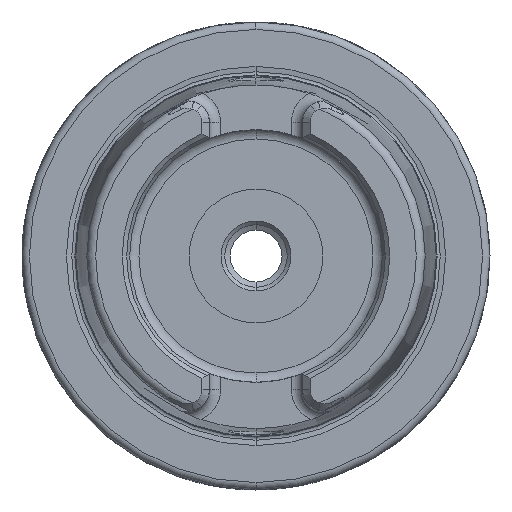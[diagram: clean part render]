
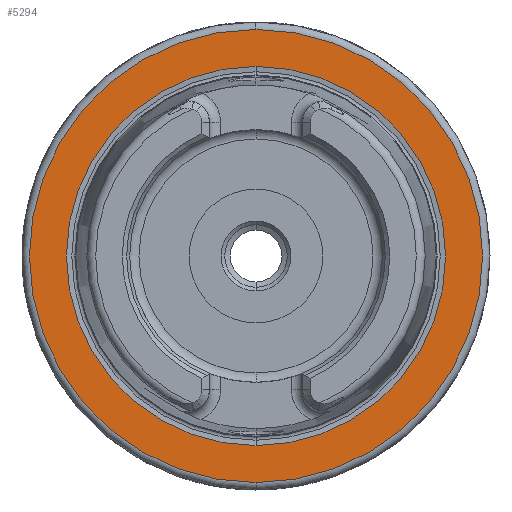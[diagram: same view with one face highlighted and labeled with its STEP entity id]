
A CAD part, left-side view. The second image highlights one B-rep face of the part: STEP entity #5294.
In plain terms, the highlighted planar face has unit normal (-1, 0, 0).
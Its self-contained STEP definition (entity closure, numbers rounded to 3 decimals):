
#362 = CARTESIAN_POINT ( 'NONE',  ( -64., 0., -25.521 ) ) ;
#942 = VERTEX_POINT ( 'NONE', #6055 ) ;
#967 = ORIENTED_EDGE ( 'NONE', *, *, #5343, .T. ) ;
#1019 = AXIS2_PLACEMENT_3D ( 'NONE', #8660, #8652, #8642 ) ;
#1029 = AXIS2_PLACEMENT_3D ( 'NONE', #8779, #8768, #8748 ) ;
#1625 = CIRCLE ( 'NONE', #1019, 25.521 ) ;
#1833 = CIRCLE ( 'NONE', #1029, 30.5 ) ;
#1853 = VERTEX_POINT ( 'NONE', #3974 ) ;
#2069 = EDGE_CURVE ( 'NONE', #1853, #7542, #7120, .T. ) ;
#2103 = CARTESIAN_POINT ( 'NONE',  ( -64., 0., 30.5 ) ) ;
#2127 = ORIENTED_EDGE ( 'NONE', *, *, #2069, .T. ) ;
#3116 = DIRECTION ( 'NONE',  ( 0., 0., -1. ) ) ;
#3133 = DIRECTION ( 'NONE',  ( 1., 0., 0. ) ) ;
#3152 = CARTESIAN_POINT ( 'NONE',  ( -64., 0., 0. ) ) ;
#3174 = EDGE_LOOP ( 'NONE', ( #4287, #967 ) ) ;
#3372 = AXIS2_PLACEMENT_3D ( 'NONE', #6126, #6113, #6103 ) ;
#3438 = AXIS2_PLACEMENT_3D ( 'NONE', #7854, #7724, #7698 ) ;
#3974 = CARTESIAN_POINT ( 'NONE',  ( -64., 0., 25.521 ) ) ;
#4287 = ORIENTED_EDGE ( 'NONE', *, *, #7739, .T. ) ;
#4741 = AXIS2_PLACEMENT_3D ( 'NONE', #3152, #3133, #3116 ) ;
#5294 = ADVANCED_FACE ( 'NONE', ( #7468, #8301 ), #7754, .F. ) ;
#5343 = EDGE_CURVE ( 'NONE', #6102, #942, #5957, .T. ) ;
#5957 = CIRCLE ( 'NONE', #3372, 30.5 ) ;
#6055 = CARTESIAN_POINT ( 'NONE',  ( -64., 0., -30.5 ) ) ;
#6102 = VERTEX_POINT ( 'NONE', #2103 ) ;
#6103 = DIRECTION ( 'NONE',  ( 0., 0., -1. ) ) ;
#6113 = DIRECTION ( 'NONE',  ( -1., 0., 0. ) ) ;
#6126 = CARTESIAN_POINT ( 'NONE',  ( -64., 0., 0. ) ) ;
#7120 = CIRCLE ( 'NONE', #4741, 25.521 ) ;
#7241 = ORIENTED_EDGE ( 'NONE', *, *, #7749, .T. ) ;
#7468 = FACE_OUTER_BOUND ( 'NONE', #3174, .T. ) ;
#7542 = VERTEX_POINT ( 'NONE', #362 ) ;
#7605 = EDGE_LOOP ( 'NONE', ( #2127, #7241 ) ) ;
#7698 = DIRECTION ( 'NONE',  ( 0., 0., -1. ) ) ;
#7724 = DIRECTION ( 'NONE',  ( 1., 0., 0. ) ) ;
#7739 = EDGE_CURVE ( 'NONE', #942, #6102, #1833, .T. ) ;
#7749 = EDGE_CURVE ( 'NONE', #7542, #1853, #1625, .T. ) ;
#7754 = PLANE ( 'NONE',  #3438 ) ;
#7854 = CARTESIAN_POINT ( 'NONE',  ( -64., 31.5, 0. ) ) ;
#8301 = FACE_BOUND ( 'NONE', #7605, .T. ) ;
#8642 = DIRECTION ( 'NONE',  ( 0., 0., -1. ) ) ;
#8652 = DIRECTION ( 'NONE',  ( 1., 0., 0. ) ) ;
#8660 = CARTESIAN_POINT ( 'NONE',  ( -64., 0., 0. ) ) ;
#8748 = DIRECTION ( 'NONE',  ( 0., 0., -1. ) ) ;
#8768 = DIRECTION ( 'NONE',  ( -1., 0., 0. ) ) ;
#8779 = CARTESIAN_POINT ( 'NONE',  ( -64., 0., 0. ) ) ;
